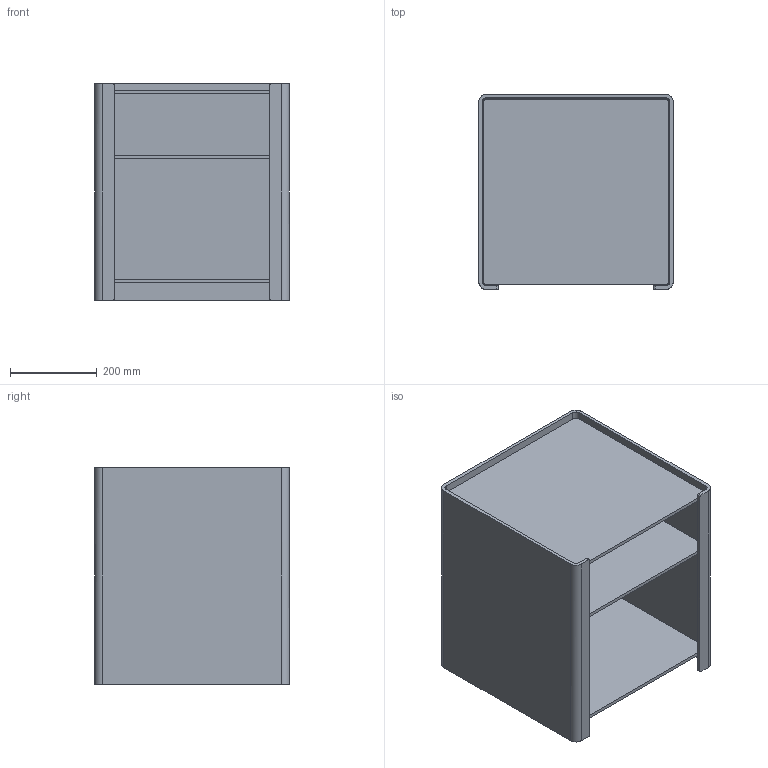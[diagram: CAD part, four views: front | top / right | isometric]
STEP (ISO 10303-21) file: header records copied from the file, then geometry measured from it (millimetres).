
FILE_DESCRIPTION(/* description */ (''),/* implementation_level */ '2;1');
FILE_NAME(/* name */ '1904-3T - Milo',/* time_stamp */ '2010-11-04T10:01:34+01:00',/* author */ (''),/* organization */ (''),/* preprocessor_version */ 'ST-DEVELOPER v10',/* originating_system */ '',/* authorisation */ '');
FILE_SCHEMA (('CONFIG_CONTROL_DESIGN'));
Length unit declared in the file: centimetre
Products named in the file (1): 1
Bounding box: 450 x 450 x 500 mm (x, y, z)
Volume: 9949203.1 mm3; surface area: 2563302.6 mm2
Topology: 16 solids, 16 shells, 128 faces, 288 edges, 192 vertices
Faces by surface type: plane 104, bspline 24
Entity records: 3180 total; most frequent: CARTESIAN_POINT 1066, ORIENTED_EDGE 576, EDGE_CURVE 288, B_SPLINE_CURVE_WITH_KNOTS 240, VERTEX_POINT 192, ADVANCED_FACE 128, FACE_OUTER_BOUND 128, EDGE_LOOP 128
